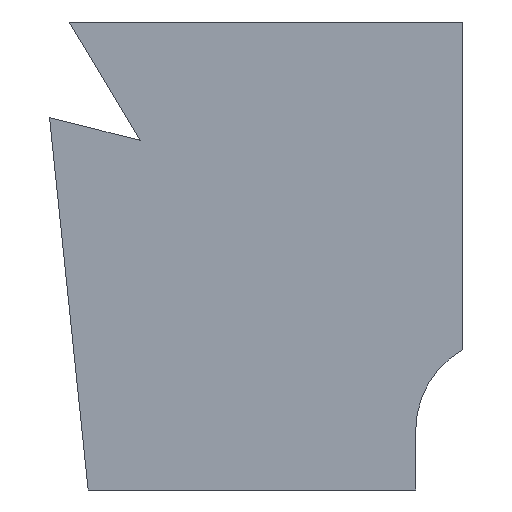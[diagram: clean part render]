
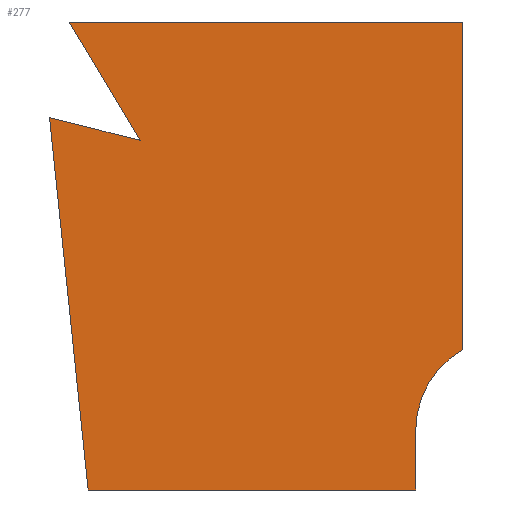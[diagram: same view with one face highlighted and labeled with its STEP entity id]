
A CAD part, front view. The second image highlights one B-rep face of the part: STEP entity #277.
In plain terms, the highlighted planar face has unit normal (0, -1, 0).
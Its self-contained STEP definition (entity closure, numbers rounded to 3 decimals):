
#70=CARTESIAN_POINT('Vertex',(-370.,-480.,-320.)) ;
#75=CARTESIAN_POINT('Line Origine',(-390.626,-480.,-121.066)) ;
#79=CARTESIAN_POINT('Vertex',(-411.252,-480.,77.867)) ;
#106=CARTESIAN_POINT('Line Origine',(-362.754,-480.,65.703)) ;
#110=CARTESIAN_POINT('Vertex',(-314.256,-480.,53.539)) ;
#137=CARTESIAN_POINT('Line Origine',(-352.128,-480.,116.769)) ;
#141=CARTESIAN_POINT('Vertex',(-390.,-480.,180.)) ;
#168=CARTESIAN_POINT('Line Origine',(-180.,-480.,180.)) ;
#172=CARTESIAN_POINT('Vertex',(30.,-480.,180.)) ;
#236=CARTESIAN_POINT('Axis2P3D Location',(0.,-480.,0.)) ;
#241=CARTESIAN_POINT('Line Origine',(-20.,-480.,-288.301)) ;
#245=CARTESIAN_POINT('Vertex',(-20.,-480.,-320.)) ;
#247=CARTESIAN_POINT('Vertex',(-20.,-480.,-256.603)) ;
#250=CARTESIAN_POINT('Axis2P3D Location',(80.,-480.,-256.603)) ;
#254=CARTESIAN_POINT('Vertex',(30.,-480.,-170.)) ;
#257=CARTESIAN_POINT('Line Origine',(30.,-480.,5.)) ;
#262=CARTESIAN_POINT('Line Origine',(-195.,-480.,-320.)) ;
#76=DIRECTION('Vector Direction',(-0.103,0.,0.995)) ;
#107=DIRECTION('Vector Direction',(0.97,0.,-0.243)) ;
#138=DIRECTION('Vector Direction',(-0.514,0.,0.858)) ;
#169=DIRECTION('Vector Direction',(1.,0.,0.)) ;
#237=DIRECTION('Axis2P3D Direction',(0.,1.,0.)) ;
#238=DIRECTION('Axis2P3D XDirection',(-1.,0.,0.)) ;
#242=DIRECTION('Vector Direction',(0.,0.,1.)) ;
#251=DIRECTION('Axis2P3D Direction',(0.,1.,0.)) ;
#258=DIRECTION('Vector Direction',(0.,0.,-1.)) ;
#263=DIRECTION('Vector Direction',(-1.,0.,0.)) ;
#239=AXIS2_PLACEMENT_3D('Plane Axis2P3D',#236,#237,#238) ;
#252=AXIS2_PLACEMENT_3D('Circle Axis2P3D',#250,#251,$) ;
#268=ORIENTED_EDGE('',*,*,#249,.T.) ;
#269=ORIENTED_EDGE('',*,*,#256,.T.) ;
#270=ORIENTED_EDGE('',*,*,#261,.F.) ;
#271=ORIENTED_EDGE('',*,*,#174,.F.) ;
#272=ORIENTED_EDGE('',*,*,#143,.F.) ;
#273=ORIENTED_EDGE('',*,*,#112,.F.) ;
#274=ORIENTED_EDGE('',*,*,#81,.F.) ;
#275=ORIENTED_EDGE('',*,*,#266,.F.) ;
#77=VECTOR('Line Direction',#76,1.) ;
#108=VECTOR('Line Direction',#107,1.) ;
#139=VECTOR('Line Direction',#138,1.) ;
#170=VECTOR('Line Direction',#169,1.) ;
#243=VECTOR('Line Direction',#242,1.) ;
#259=VECTOR('Line Direction',#258,1.) ;
#264=VECTOR('Line Direction',#263,1.) ;
#277=ADVANCED_FACE('',(#276),#240,.F.) ;
#253=CIRCLE('generated circle',#252,100.) ;
#81=EDGE_CURVE('',#71,#80,#78,.T.) ;
#112=EDGE_CURVE('',#80,#111,#109,.T.) ;
#143=EDGE_CURVE('',#111,#142,#140,.T.) ;
#174=EDGE_CURVE('',#142,#173,#171,.T.) ;
#249=EDGE_CURVE('',#246,#248,#244,.T.) ;
#256=EDGE_CURVE('',#248,#255,#253,.T.) ;
#261=EDGE_CURVE('',#173,#255,#260,.T.) ;
#266=EDGE_CURVE('',#246,#71,#265,.T.) ;
#267=EDGE_LOOP('',(#268,#269,#270,#271,#272,#273,#274,#275)) ;
#276=FACE_OUTER_BOUND('',#267,.T.) ;
#78=LINE('Line',#75,#77) ;
#109=LINE('Line',#106,#108) ;
#140=LINE('Line',#137,#139) ;
#171=LINE('Line',#168,#170) ;
#244=LINE('Line',#241,#243) ;
#260=LINE('Line',#257,#259) ;
#265=LINE('Line',#262,#264) ;
#240=PLANE('Plane',#239) ;
#71=VERTEX_POINT('',#70) ;
#80=VERTEX_POINT('',#79) ;
#111=VERTEX_POINT('',#110) ;
#142=VERTEX_POINT('',#141) ;
#173=VERTEX_POINT('',#172) ;
#246=VERTEX_POINT('',#245) ;
#248=VERTEX_POINT('',#247) ;
#255=VERTEX_POINT('',#254) ;
